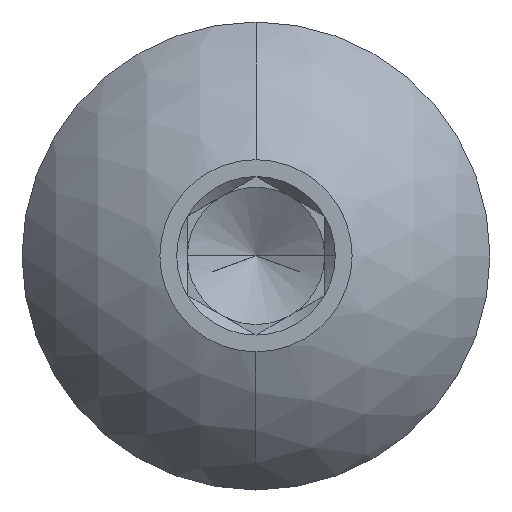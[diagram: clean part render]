
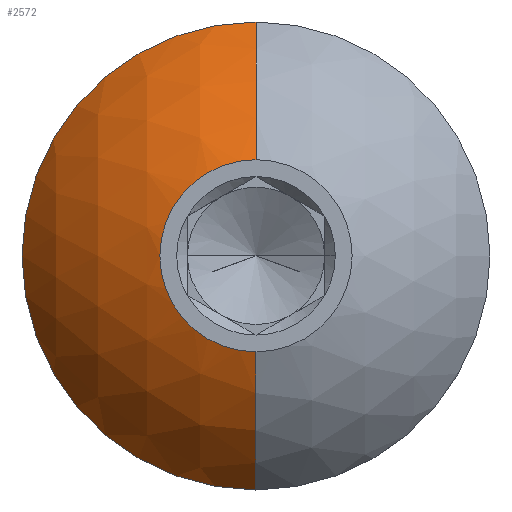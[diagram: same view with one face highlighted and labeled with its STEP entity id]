
A CAD part, top view. The second image highlights one B-rep face of the part: STEP entity #2572.
In plain terms, the highlighted spherical face has radius 3.169 mm.
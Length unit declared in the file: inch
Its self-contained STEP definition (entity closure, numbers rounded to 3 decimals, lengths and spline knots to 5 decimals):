
#93 = EDGE_CURVE ( 'NONE', #968, #912, #375, .T. ) ;
#229 = CARTESIAN_POINT ( 'NONE',  ( 0., 0., 0.16514 ) ) ;
#279 = CARTESIAN_POINT ( 'NONE',  ( 0., 0., 0.10017 ) ) ;
#293 = CIRCLE ( 'NONE', #1058, 0.12476 ) ;
#310 = DIRECTION ( 'NONE',  ( -1., 0., 0. ) ) ;
#375 = CIRCLE ( 'NONE', #2479, 0.12476 ) ;
#434 = EDGE_LOOP ( 'NONE', ( #470, #2733, #3107, #808, #3354 ) ) ;
#470 = ORIENTED_EDGE ( 'NONE', *, *, #2649, .T. ) ;
#586 = DIRECTION ( 'NONE',  ( 0., 0., 1. ) ) ;
#612 = AXIS2_PLACEMENT_3D ( 'NONE', #279, #310, #3435 ) ;
#641 = CARTESIAN_POINT ( 'NONE',  ( -0.1065, 0., 0.16514 ) ) ;
#808 = ORIENTED_EDGE ( 'NONE', *, *, #93, .F. ) ;
#829 = CARTESIAN_POINT ( 'NONE',  ( 0., 0.04375, 0.217 ) ) ;
#912 = VERTEX_POINT ( 'NONE', #829 ) ;
#929 = DIRECTION ( 'NONE',  ( 1., 0., 0. ) ) ;
#968 = VERTEX_POINT ( 'NONE', #2064 ) ;
#1048 = CARTESIAN_POINT ( 'NONE',  ( 0., -0.1065, 0.16514 ) ) ;
#1056 = CARTESIAN_POINT ( 'NONE',  ( 0., -0.04375, 0.217 ) ) ;
#1058 = AXIS2_PLACEMENT_3D ( 'NONE', #1424, #2420, #2742 ) ;
#1075 = DIRECTION ( 'NONE',  ( 0., 0., -1. ) ) ;
#1118 = AXIS2_PLACEMENT_3D ( 'NONE', #229, #3044, #2786 ) ;
#1184 = CIRCLE ( 'NONE', #2961, 0.04375 ) ;
#1297 = SPHERICAL_SURFACE ( 'NONE', #612, 0.12476 ) ;
#1424 = CARTESIAN_POINT ( 'NONE',  ( 0., 0., 0.10017 ) ) ;
#1677 = DIRECTION ( 'NONE',  ( 1., 0., 0. ) ) ;
#1873 = CARTESIAN_POINT ( 'NONE',  ( 0., 0., 0.217 ) ) ;
#2064 = CARTESIAN_POINT ( 'NONE',  ( 0., 0.1065, 0.16514 ) ) ;
#2066 = VERTEX_POINT ( 'NONE', #1056 ) ;
#2244 = AXIS2_PLACEMENT_3D ( 'NONE', #3785, #586, #929 ) ;
#2420 = DIRECTION ( 'NONE',  ( -1., 0., 0. ) ) ;
#2479 = AXIS2_PLACEMENT_3D ( 'NONE', #3589, #1677, #1075 ) ;
#2507 = EDGE_CURVE ( 'NONE', #912, #2066, #1184, .T. ) ;
#2529 = DIRECTION ( 'NONE',  ( 0., 0., 1. ) ) ;
#2565 = EDGE_CURVE ( 'NONE', #968, #4039, #2642, .T. ) ;
#2572 = ADVANCED_FACE ( 'NONE', ( #3568 ), #1297, .T. ) ;
#2642 = CIRCLE ( 'NONE', #2244, 0.1065 ) ;
#2649 = EDGE_CURVE ( 'NONE', #4039, #3894, #3362, .T. ) ;
#2733 = ORIENTED_EDGE ( 'NONE', *, *, #2823, .T. ) ;
#2742 = DIRECTION ( 'NONE',  ( 0., -1., 0. ) ) ;
#2786 = DIRECTION ( 'NONE',  ( 1., 0., 0. ) ) ;
#2823 = EDGE_CURVE ( 'NONE', #3894, #2066, #293, .T. ) ;
#2838 = DIRECTION ( 'NONE',  ( 1., 0., 0. ) ) ;
#2961 = AXIS2_PLACEMENT_3D ( 'NONE', #1873, #2529, #2838 ) ;
#3044 = DIRECTION ( 'NONE',  ( 0., 0., 1. ) ) ;
#3107 = ORIENTED_EDGE ( 'NONE', *, *, #2507, .F. ) ;
#3354 = ORIENTED_EDGE ( 'NONE', *, *, #2565, .T. ) ;
#3362 = CIRCLE ( 'NONE', #1118, 0.1065 ) ;
#3435 = DIRECTION ( 'NONE',  ( 0., 1., 0. ) ) ;
#3568 = FACE_OUTER_BOUND ( 'NONE', #434, .T. ) ;
#3589 = CARTESIAN_POINT ( 'NONE',  ( 0., 0., 0.10017 ) ) ;
#3785 = CARTESIAN_POINT ( 'NONE',  ( 0., 0., 0.16514 ) ) ;
#3894 = VERTEX_POINT ( 'NONE', #1048 ) ;
#4039 = VERTEX_POINT ( 'NONE', #641 ) ;
